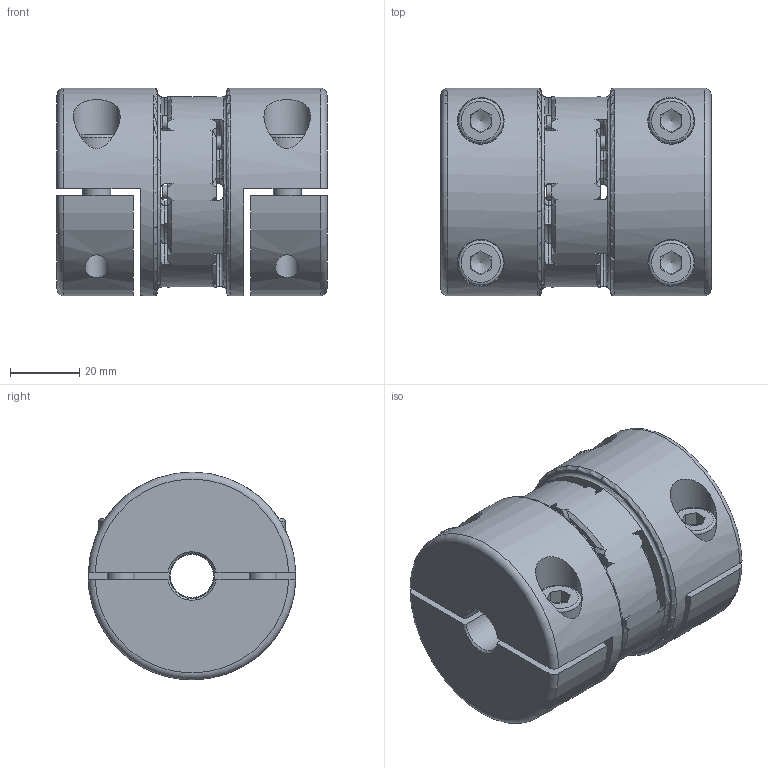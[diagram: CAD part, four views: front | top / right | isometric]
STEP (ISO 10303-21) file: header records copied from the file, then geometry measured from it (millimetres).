
FILE_DESCRIPTION( ( 'Unknown' ), '1' );
FILE_NAME( 'EKH 60 - Ø13.stp', 'Unknown', ( 'Unknown' ), ( 'Unknown' ), 'PSStep 10.1', 'Unknown', ' ' );
FILE_SCHEMA( ( 'AUTOMOTIVE_DESIGN { 1 0 10303 214 1 1 1 1 }' ) );
Length unit declared in the file: millimetre
Products named in the file (1): 29822869-oa0
Bounding box: 78 x 59.98 x 60 mm (x, y, z)
Volume: 173169.9 mm3; surface area: 47843.5 mm2
Topology: 1 solids, 1 shells, 492 faces, 1309 edges, 843 vertices
Faces by surface type: plane 216, cylinder 101, cone 76, extrusion 61, torus 38
Full cylindrical faces by diameter (mm): 4 x8, 6.8 x4, 8 x4, 8.6 x4, 12.5 x1, 13 x6, 13.5 x4, 27 x2, 55 x1, 60 x2
Entity records: 20717 total; most frequent: CARTESIAN_POINT 5167, ORIENTED_EDGE 2450, DIRECTION 2214, EDGE_CURVE 1225, VERTEX_POINT 818, AXIS2_PLACEMENT_3D 809, EDGE_LOOP 607, VECTOR 596
